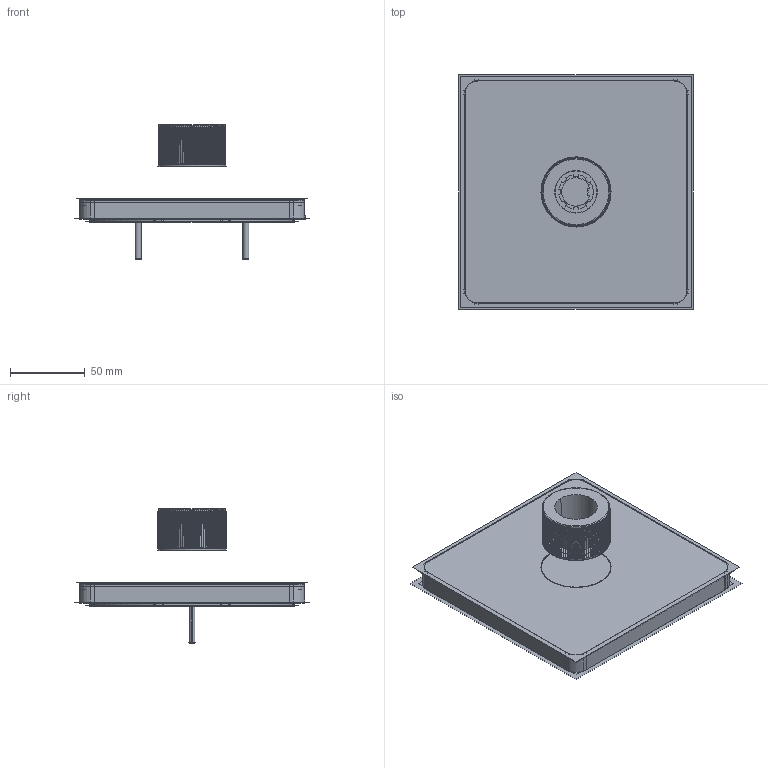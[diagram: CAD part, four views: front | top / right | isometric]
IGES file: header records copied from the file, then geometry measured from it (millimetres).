
Start section:  PTC IGES file: 0925.igs
Global section: file name: 0925.igs; native system: Creo Parametric by PTC Inc.; preprocessor: 2014440; author: 10114277; organization: Unknown; date: 20170418.180220; units: millimetre
Bounding box: 157.04 x 157.04 x 89.91 mm (x, y, z)
Volume: 348420 mm3; surface area: 1436799.1 mm2
Topology: 7 solids, 7 shells, 2647 faces, 17289 edges, 23834 vertices
Faces by surface type: bspline 1829, revolution 818
